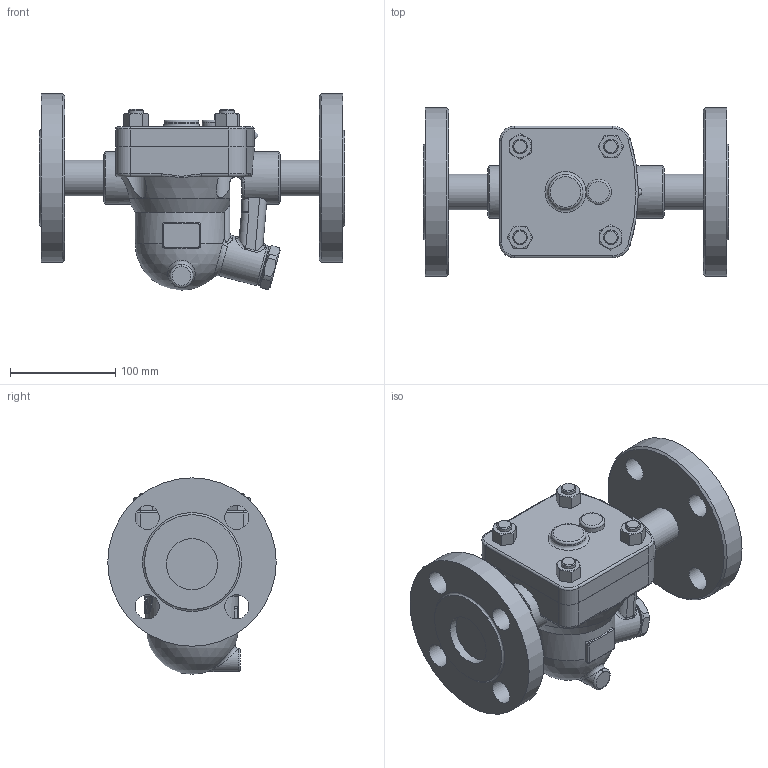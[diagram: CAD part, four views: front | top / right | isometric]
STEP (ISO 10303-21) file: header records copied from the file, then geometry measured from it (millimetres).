
FILE_DESCRIPTION((''),'2;1');
FILE_NAME('j5shb-040-jis40-00.stp','2010-09-24T11:51:11',('nakaot'),(''),'Autodesk Inventor 2008','Autodesk Inventor 2008','');
FILE_SCHEMA(('AUTOMOTIVE_DESIGN { 1 0 10303 214 1 1 1 1 }'));
Length unit declared in the file: millimetre
Products named in the file (1): j5shb-040-jis40-00
Bounding box: 290 x 160 x 186.5 mm (x, y, z)
Volume: 2489551.3 mm3; surface area: 242832.5 mm2
Topology: 1 solids, 1 shells, 313 faces, 765 edges, 485 vertices
Faces by surface type: plane 106, cylinder 77, bspline 65, cone 45, torus 18, sphere 2
Full cylindrical faces by diameter (mm): 14 x8, 23 x4, 24 x1, 33 x1, 34 x1, 38 x1, 40 x1, 48.6 x1, 50 x2, 80 x1, 160 x1
Entity records: 18514 total; most frequent: CARTESIAN_POINT 11889, ORIENTED_EDGE 1372, DIRECTION 1274, EDGE_CURVE 686, AXIS2_PLACEMENT_3D 539, VERTEX_POINT 462, EDGE_LOOP 426, FACE_OUTER_BOUND 313
